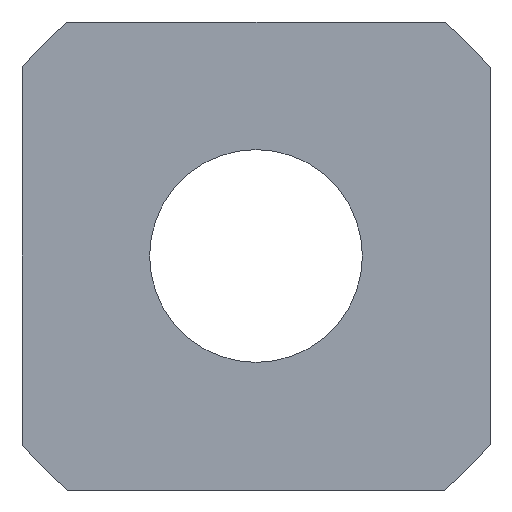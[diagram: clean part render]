
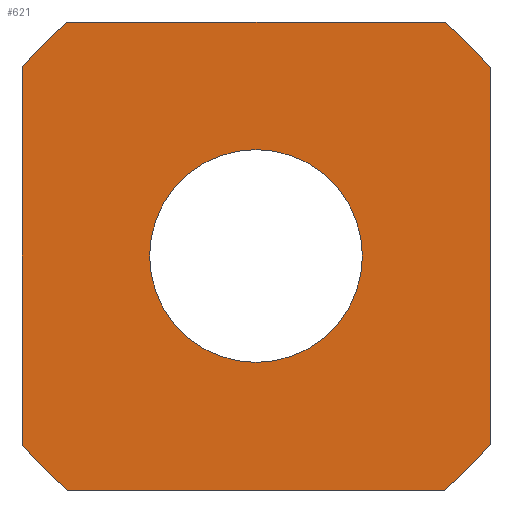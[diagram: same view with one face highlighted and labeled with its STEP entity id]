
A CAD part, front view. The second image highlights one B-rep face of the part: STEP entity #621.
In plain terms, the highlighted planar face has unit normal (0, -1, 0).
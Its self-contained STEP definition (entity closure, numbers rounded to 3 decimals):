
#329=CARTESIAN_POINT('',(0.,0.,0.));
#330=DIRECTION('',(0.,-1.,0.));
#331=DIRECTION('',(1.,0.,0.));
#332=AXIS2_PLACEMENT_3D('',#329,#330,#331);
#338=CARTESIAN_POINT('',(0.,0.,0.));
#339=DIRECTION('',(0.,-1.,0.));
#340=DIRECTION('',(-1.,0.,0.));
#341=AXIS2_PLACEMENT_3D('',#338,#339,#340);
#346=CARTESIAN_POINT('',(0.,0.,0.));
#347=DIRECTION('',(0.,1.,0.));
#348=DIRECTION('',(-0.779,0.,0.627));
#349=AXIS2_PLACEMENT_3D('',#346,#347,#348);
#354=DIRECTION('',(1.,0.,0.));
#355=VECTOR('',#354,15.044);
#356=CARTESIAN_POINT('',(-7.522,0.,9.35));
#357=LINE('',#356,#355);
#361=CARTESIAN_POINT('',(0.,0.,0.));
#362=DIRECTION('',(0.,1.,0.));
#363=DIRECTION('',(0.627,0.,0.779));
#364=AXIS2_PLACEMENT_3D('',#361,#362,#363);
#369=DIRECTION('',(0.,0.,-1.));
#370=VECTOR('',#369,15.044);
#371=CARTESIAN_POINT('',(9.35,0.,7.522));
#372=LINE('',#371,#370);
#376=CARTESIAN_POINT('',(0.,0.,0.));
#377=DIRECTION('',(0.,1.,0.));
#378=DIRECTION('',(0.779,0.,-0.627));
#379=AXIS2_PLACEMENT_3D('',#376,#377,#378);
#384=DIRECTION('',(-1.,0.,0.));
#385=VECTOR('',#384,15.044);
#386=CARTESIAN_POINT('',(7.522,0.,-9.35));
#387=LINE('',#386,#385);
#391=CARTESIAN_POINT('',(0.,0.,0.));
#392=DIRECTION('',(0.,1.,0.));
#393=DIRECTION('',(-0.627,0.,-0.779));
#394=AXIS2_PLACEMENT_3D('',#391,#392,#393);
#399=DIRECTION('',(0.,0.,1.));
#400=VECTOR('',#399,15.044);
#401=CARTESIAN_POINT('',(-9.35,0.,-7.522));
#402=LINE('',#401,#400);
#552=CARTESIAN_POINT('',(4.25,0.,0.));
#553=CARTESIAN_POINT('',(-4.25,0.,0.));
#554=VERTEX_POINT('',#552);
#555=VERTEX_POINT('',#553);
#560=CARTESIAN_POINT('',(-9.35,0.,7.522));
#561=CARTESIAN_POINT('',(-7.522,0.,9.35));
#562=VERTEX_POINT('',#560);
#563=VERTEX_POINT('',#561);
#564=CARTESIAN_POINT('',(7.522,0.,9.35));
#565=CARTESIAN_POINT('',(9.35,0.,7.522));
#566=VERTEX_POINT('',#564);
#567=VERTEX_POINT('',#565);
#568=CARTESIAN_POINT('',(9.35,0.,-7.522));
#569=CARTESIAN_POINT('',(7.522,0.,-9.35));
#570=VERTEX_POINT('',#568);
#571=VERTEX_POINT('',#569);
#572=CARTESIAN_POINT('',(-7.522,0.,-9.35));
#573=CARTESIAN_POINT('',(-9.35,0.,-7.522));
#574=VERTEX_POINT('',#572);
#575=VERTEX_POINT('',#573);
#592=CARTESIAN_POINT('',(0.,0.,0.));
#593=DIRECTION('',(0.,1.,0.));
#594=DIRECTION('',(1.,0.,0.));
#595=AXIS2_PLACEMENT_3D('',#592,#593,#594);
#596=PLANE('',#595);
#598=ORIENTED_EDGE('',*,*,#597,.T.);
#600=ORIENTED_EDGE('',*,*,#599,.T.);
#602=ORIENTED_EDGE('',*,*,#601,.T.);
#604=ORIENTED_EDGE('',*,*,#603,.T.);
#606=ORIENTED_EDGE('',*,*,#605,.T.);
#608=ORIENTED_EDGE('',*,*,#607,.T.);
#610=ORIENTED_EDGE('',*,*,#609,.T.);
#612=ORIENTED_EDGE('',*,*,#611,.T.);
#613=EDGE_LOOP('',(#598,#600,#602,#604,#606,#608,#610,#612));
#614=FACE_OUTER_BOUND('',#613,.F.);
#616=ORIENTED_EDGE('',*,*,#615,.T.);
#618=ORIENTED_EDGE('',*,*,#617,.T.);
#619=EDGE_LOOP('',(#616,#618));
#620=FACE_BOUND('',#619,.F.);
#333=CIRCLE('',#332,4.25);
#342=CIRCLE('',#341,4.25);
#350=CIRCLE('',#349,12.);
#365=CIRCLE('',#364,12.);
#380=CIRCLE('',#379,12.);
#395=CIRCLE('',#394,12.);
#597=EDGE_CURVE('',#562,#563,#350,.T.);
#599=EDGE_CURVE('',#563,#566,#357,.T.);
#601=EDGE_CURVE('',#566,#567,#365,.T.);
#603=EDGE_CURVE('',#567,#570,#372,.T.);
#605=EDGE_CURVE('',#570,#571,#380,.T.);
#607=EDGE_CURVE('',#571,#574,#387,.T.);
#609=EDGE_CURVE('',#574,#575,#395,.T.);
#611=EDGE_CURVE('',#575,#562,#402,.T.);
#615=EDGE_CURVE('',#554,#555,#333,.T.);
#617=EDGE_CURVE('',#555,#554,#342,.T.);
#621=ADVANCED_FACE('',(#614,#620),#596,.F.);
